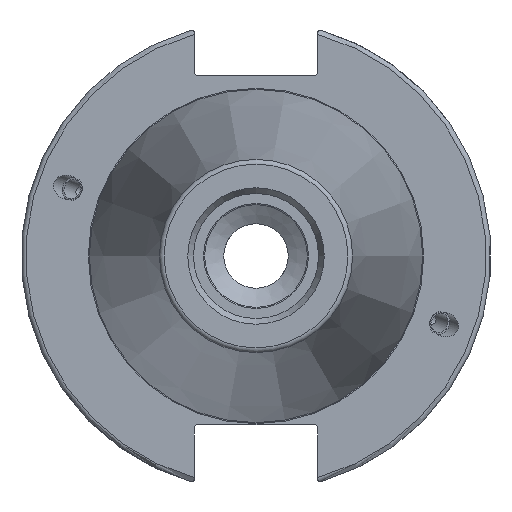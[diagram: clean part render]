
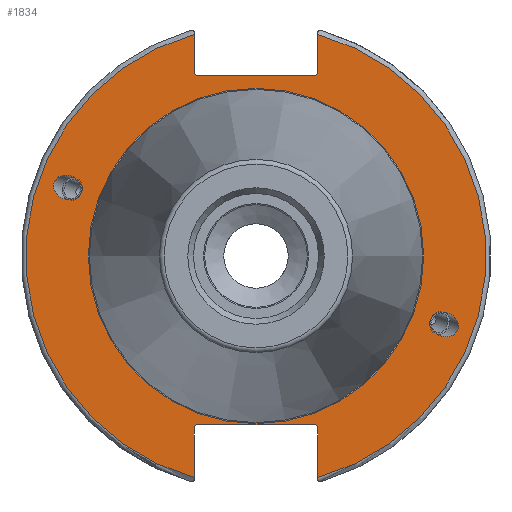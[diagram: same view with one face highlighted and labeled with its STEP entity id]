
A CAD part, left-side view. The second image highlights one B-rep face of the part: STEP entity #1834.
In plain terms, the highlighted planar face has unit normal (-1, 0, 0).
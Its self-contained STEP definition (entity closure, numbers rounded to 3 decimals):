
#31=ELLIPSE('',#2012,3.052,2.5);
#32=ELLIPSE('',#2046,3.052,2.5);
#45=PLANE('',#2060);
#124=FACE_BOUND('',#348,.T.);
#125=FACE_BOUND('',#349,.T.);
#126=FACE_BOUND('',#350,.T.);
#228=FACE_OUTER_BOUND('',#347,.T.);
#347=EDGE_LOOP('',(#1507,#1508,#1509,#1510,#1511,#1512,#1513,#1514,#1515,
#1516,#1517,#1518));
#348=EDGE_LOOP('',(#1519));
#349=EDGE_LOOP('',(#1520));
#350=EDGE_LOOP('',(#1521));
#453=LINE('',#3432,#555);
#454=LINE('',#3434,#556);
#455=LINE('',#3436,#557);
#456=LINE('',#3438,#558);
#457=LINE('',#3440,#559);
#458=LINE('',#3444,#560);
#459=LINE('',#3446,#561);
#460=LINE('',#3448,#562);
#461=LINE('',#3450,#563);
#462=LINE('',#3451,#564);
#555=VECTOR('',#2507,10.);
#556=VECTOR('',#2508,10.);
#557=VECTOR('',#2509,10.);
#558=VECTOR('',#2510,10.);
#559=VECTOR('',#2511,10.);
#560=VECTOR('',#2514,10.);
#561=VECTOR('',#2515,10.);
#562=VECTOR('',#2516,10.);
#563=VECTOR('',#2517,10.);
#564=VECTOR('',#2518,10.);
#696=CIRCLE('',#2058,35.125);
#698=CIRCLE('',#2061,48.213);
#699=CIRCLE('',#2062,48.213);
#810=VERTEX_POINT('',#3141);
#848=VERTEX_POINT('',#3400);
#855=VERTEX_POINT('',#3423);
#856=VERTEX_POINT('',#3428);
#857=VERTEX_POINT('',#3429);
#858=VERTEX_POINT('',#3431);
#859=VERTEX_POINT('',#3433);
#860=VERTEX_POINT('',#3435);
#861=VERTEX_POINT('',#3437);
#862=VERTEX_POINT('',#3439);
#863=VERTEX_POINT('',#3441);
#864=VERTEX_POINT('',#3443);
#865=VERTEX_POINT('',#3445);
#866=VERTEX_POINT('',#3447);
#867=VERTEX_POINT('',#3449);
#1028=EDGE_CURVE('',#810,#810,#31,.T.);
#1079=EDGE_CURVE('',#848,#848,#32,.T.);
#1090=EDGE_CURVE('',#855,#855,#696,.T.);
#1092=EDGE_CURVE('',#856,#857,#698,.T.);
#1093=EDGE_CURVE('',#856,#858,#453,.T.);
#1094=EDGE_CURVE('',#859,#858,#454,.T.);
#1095=EDGE_CURVE('',#859,#860,#455,.T.);
#1096=EDGE_CURVE('',#861,#860,#456,.T.);
#1097=EDGE_CURVE('',#861,#862,#457,.T.);
#1098=EDGE_CURVE('',#863,#862,#699,.T.);
#1099=EDGE_CURVE('',#863,#864,#458,.T.);
#1100=EDGE_CURVE('',#865,#864,#459,.T.);
#1101=EDGE_CURVE('',#865,#866,#460,.T.);
#1102=EDGE_CURVE('',#867,#866,#461,.T.);
#1103=EDGE_CURVE('',#867,#857,#462,.T.);
#1507=ORIENTED_EDGE('',*,*,#1092,.F.);
#1508=ORIENTED_EDGE('',*,*,#1093,.T.);
#1509=ORIENTED_EDGE('',*,*,#1094,.F.);
#1510=ORIENTED_EDGE('',*,*,#1095,.T.);
#1511=ORIENTED_EDGE('',*,*,#1096,.F.);
#1512=ORIENTED_EDGE('',*,*,#1097,.T.);
#1513=ORIENTED_EDGE('',*,*,#1098,.F.);
#1514=ORIENTED_EDGE('',*,*,#1099,.T.);
#1515=ORIENTED_EDGE('',*,*,#1100,.F.);
#1516=ORIENTED_EDGE('',*,*,#1101,.T.);
#1517=ORIENTED_EDGE('',*,*,#1102,.F.);
#1518=ORIENTED_EDGE('',*,*,#1103,.T.);
#1519=ORIENTED_EDGE('',*,*,#1028,.T.);
#1520=ORIENTED_EDGE('',*,*,#1079,.T.);
#1521=ORIENTED_EDGE('',*,*,#1090,.F.);
#1834=ADVANCED_FACE('',(#228,#124,#125,#126),#45,.T.);
#2012=AXIS2_PLACEMENT_3D('',#3143,#2387,#2388);
#2046=AXIS2_PLACEMENT_3D('',#3402,#2471,#2472);
#2058=AXIS2_PLACEMENT_3D('',#3425,#2499,#2500);
#2060=AXIS2_PLACEMENT_3D('',#3427,#2503,#2504);
#2061=AXIS2_PLACEMENT_3D('',#3430,#2505,#2506);
#2062=AXIS2_PLACEMENT_3D('',#3442,#2512,#2513);
#2387=DIRECTION('center_axis',(1.,0.,0.));
#2388=DIRECTION('ref_axis',(0.,-0.94,-0.342));
#2471=DIRECTION('center_axis',(1.,0.,0.));
#2472=DIRECTION('ref_axis',(0.,0.94,0.342));
#2499=DIRECTION('center_axis',(-1.,0.,0.));
#2500=DIRECTION('ref_axis',(0.,-1.,0.));
#2503=DIRECTION('center_axis',(-1.,0.,0.));
#2504=DIRECTION('ref_axis',(0.,0.,1.));
#2505=DIRECTION('center_axis',(1.,0.,0.));
#2506=DIRECTION('ref_axis',(0.,-1.,0.));
#2507=DIRECTION('',(0.,0.,-1.));
#2508=DIRECTION('',(0.,-0.707,0.707));
#2509=DIRECTION('',(0.,1.,0.));
#2510=DIRECTION('',(0.,-0.707,-0.707));
#2511=DIRECTION('',(0.,0.,1.));
#2512=DIRECTION('center_axis',(1.,0.,0.));
#2513=DIRECTION('ref_axis',(0.,1.,0.));
#2514=DIRECTION('',(0.,0.,1.));
#2515=DIRECTION('',(0.,0.707,-0.707));
#2516=DIRECTION('',(0.,-1.,0.));
#2517=DIRECTION('',(0.,0.707,0.707));
#2518=DIRECTION('',(0.,0.,-1.));
#3141=CARTESIAN_POINT('',(3.175,-36.599,-13.321));
#3143=CARTESIAN_POINT('Origin',(3.175,-39.467,-14.365));
#3400=CARTESIAN_POINT('',(3.175,36.599,13.321));
#3402=CARTESIAN_POINT('Origin',(3.175,39.467,14.365));
#3423=CARTESIAN_POINT('',(3.175,0.,35.125));
#3425=CARTESIAN_POINT('Origin',(3.175,0.,0.));
#3427=CARTESIAN_POINT('Origin',(3.175,49.213,0.));
#3428=CARTESIAN_POINT('',(3.175,-12.95,46.441));
#3429=CARTESIAN_POINT('',(3.175,-12.95,-46.441));
#3430=CARTESIAN_POINT('Origin',(3.175,0.,0.));
#3431=CARTESIAN_POINT('',(3.175,-12.95,38.219));
#3432=CARTESIAN_POINT('',(3.175,-12.95,18.86));
#3433=CARTESIAN_POINT('',(3.175,-12.45,37.719));
#3434=CARTESIAN_POINT('',(3.175,12.27,12.999));
#3435=CARTESIAN_POINT('',(3.175,12.45,37.719));
#3436=CARTESIAN_POINT('',(3.175,24.606,37.719));
#3437=CARTESIAN_POINT('',(3.175,12.95,38.219));
#3438=CARTESIAN_POINT('',(3.175,12.336,37.605));
#3439=CARTESIAN_POINT('',(3.175,12.95,46.441));
#3440=CARTESIAN_POINT('',(3.175,12.95,18.86));
#3441=CARTESIAN_POINT('',(3.175,12.95,-46.441));
#3442=CARTESIAN_POINT('Origin',(3.175,0.,0.));
#3443=CARTESIAN_POINT('',(3.175,12.95,-35.806));
#3444=CARTESIAN_POINT('',(3.175,12.95,-17.653));
#3445=CARTESIAN_POINT('',(3.175,12.45,-35.306));
#3446=CARTESIAN_POINT('',(3.175,12.939,-35.795));
#3447=CARTESIAN_POINT('',(3.175,-12.45,-35.306));
#3448=CARTESIAN_POINT('',(3.175,24.606,-35.306));
#3449=CARTESIAN_POINT('',(3.175,-12.95,-35.806));
#3450=CARTESIAN_POINT('',(3.175,11.667,-11.189));
#3451=CARTESIAN_POINT('',(3.175,-12.95,-17.653));
